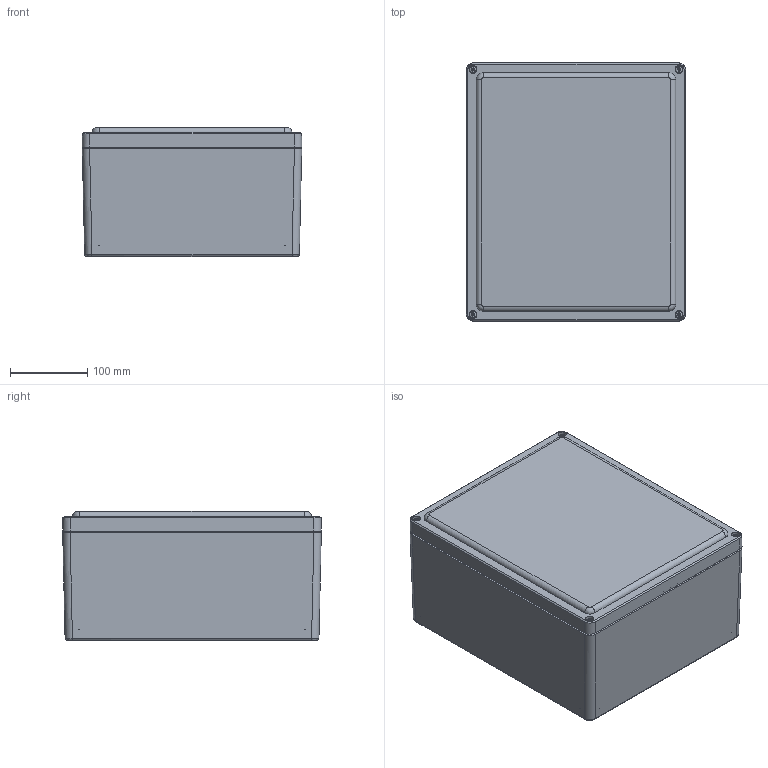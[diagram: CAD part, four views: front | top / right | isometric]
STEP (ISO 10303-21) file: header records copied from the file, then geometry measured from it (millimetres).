
FILE_DESCRIPTION (( 'STEP AP214' ), '1' );
FILE_NAME ('CE1311W.STEP', '2018-11-08T22:20:59', ( '' ), ( '' ), 'SwSTEP 2.0', 'SolidWorks 2018', '' );
FILE_SCHEMA (( 'AUTOMOTIVE_DESIGN' ));
Length unit declared in the file: inch
Products named in the file (1): CE1311W
Bounding box: 284.96 x 335.76 x 167.49 mm (x, y, z)
Volume: 1791235.7 mm3; surface area: 835225.1 mm2
Topology: 23 solids, 23 shells, 1101 faces, 2735 edges, 1670 vertices
Faces by surface type: plane 437, cylinder 296, bspline 200, cone 156, torus 12
Full cylindrical faces by diameter (mm): 3.683 x4, 3.962 x4, 3.969 x4, 4.826 x4, 4.86 x4, 5.556 x4, 5.842 x4, 7.112 x4, 7.144 x16, 7.937 x4, 9.24 x4, 9.525 x4, 10.319 x4, 13.494 x8
Entity records: 56629 total; most frequent: CARTESIAN_POINT 17865, ORIENTED_EDGE 5146, DIRECTION 4661, EDGE_CURVE 2573, AXIS2_PLACEMENT_3D 1690, VERTEX_POINT 1646, VECTOR 1281, LINE 1281
